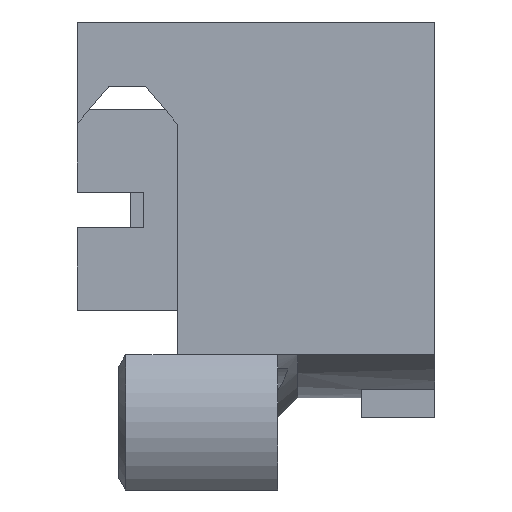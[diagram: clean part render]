
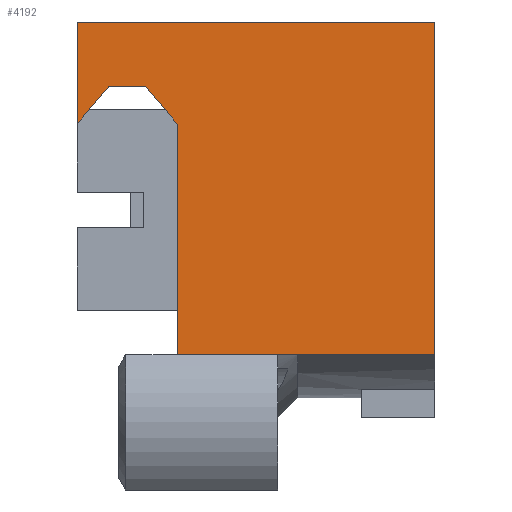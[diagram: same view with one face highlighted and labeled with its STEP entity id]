
A CAD part, left-side view. The second image highlights one B-rep face of the part: STEP entity #4192.
In plain terms, the highlighted planar face has unit normal (-1, 0, 0).
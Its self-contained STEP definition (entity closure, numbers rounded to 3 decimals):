
#28 = DIRECTION ( 'NONE',  ( 0., 1., 0. ) ) ;
#230 = CARTESIAN_POINT ( 'NONE',  ( -31.593, -11.5, 28.09 ) ) ;
#605 = DIRECTION ( 'NONE',  ( 0., -0.643, -0.766 ) ) ;
#1092 = DIRECTION ( 'NONE',  ( 0., 0., 1. ) ) ;
#1273 = PLANE ( 'NONE',  #9308 ) ;
#1416 = VERTEX_POINT ( 'NONE', #3887 ) ;
#1484 = EDGE_CURVE ( 'NONE', #2783, #1537, #3175, .T. ) ;
#1537 = VERTEX_POINT ( 'NONE', #9095 ) ;
#1825 = CARTESIAN_POINT ( 'NONE',  ( -31.593, -67.225, 28.09 ) ) ;
#1873 = LINE ( 'NONE', #1825, #3740 ) ;
#1892 = CARTESIAN_POINT ( 'NONE',  ( -31.593, 27., -21.65 ) ) ;
#1970 = CARTESIAN_POINT ( 'NONE',  ( -31.593, 42., 18.5 ) ) ;
#1998 = CARTESIAN_POINT ( 'NONE',  ( -31.593, 42., 28.09 ) ) ;
#2069 = VERTEX_POINT ( 'NONE', #230 ) ;
#2080 = LINE ( 'NONE', #1970, #2988 ) ;
#2085 = ORIENTED_EDGE ( 'NONE', *, *, #2684, .T. ) ;
#2144 = CARTESIAN_POINT ( 'NONE',  ( -31.593, 27., 12.824 ) ) ;
#2359 = EDGE_CURVE ( 'NONE', #7561, #1416, #7951, .T. ) ;
#2587 = VECTOR ( 'NONE', #3679, 1000. ) ;
#2684 = EDGE_CURVE ( 'NONE', #1416, #2069, #9272, .T. ) ;
#2783 = VERTEX_POINT ( 'NONE', #8771 ) ;
#2794 = CARTESIAN_POINT ( 'NONE',  ( -31.593, -67.225, 18.5 ) ) ;
#2988 = VECTOR ( 'NONE', #7915, 1000. ) ;
#3175 = LINE ( 'NONE', #10753, #4229 ) ;
#3343 = ORIENTED_EDGE ( 'NONE', *, *, #6794, .F. ) ;
#3462 = LINE ( 'NONE', #8640, #2587 ) ;
#3651 = EDGE_LOOP ( 'NONE', ( #8201, #8453, #6491, #7059, #2085, #7161, #3343, #10518 ) ) ;
#3679 = DIRECTION ( 'NONE',  ( 0., 0., -1. ) ) ;
#3740 = VECTOR ( 'NONE', #28, 1000. ) ;
#3756 = CARTESIAN_POINT ( 'NONE',  ( -31.593, 81.596, -21.65 ) ) ;
#3887 = CARTESIAN_POINT ( 'NONE',  ( -31.593, -11.5, -21.65 ) ) ;
#4017 = EDGE_CURVE ( 'NONE', #2069, #6414, #1873, .T. ) ;
#4041 = DIRECTION ( 'NONE',  ( 0., 1., 0. ) ) ;
#4042 = VECTOR ( 'NONE', #9747, 1000. ) ;
#4185 = VECTOR ( 'NONE', #605, 1000. ) ;
#4192 = ADVANCED_FACE ( 'NONE', ( #9558 ), #1273, .T. ) ;
#4229 = VECTOR ( 'NONE', #4041, 1000. ) ;
#4330 = LINE ( 'NONE', #5318, #7559 ) ;
#4511 = VERTEX_POINT ( 'NONE', #6219 ) ;
#5130 = CARTESIAN_POINT ( 'NONE',  ( -31.593, -11.5, 18.5 ) ) ;
#5313 = DIRECTION ( 'NONE',  ( 0., 0., 1. ) ) ;
#5318 = CARTESIAN_POINT ( 'NONE',  ( -31.593, 42., 12.824 ) ) ;
#5429 = VERTEX_POINT ( 'NONE', #2144 ) ;
#5514 = LINE ( 'NONE', #10467, #4185 ) ;
#5735 = EDGE_CURVE ( 'NONE', #2783, #5429, #5514, .T. ) ;
#6219 = CARTESIAN_POINT ( 'NONE',  ( -31.593, 42., 12.824 ) ) ;
#6414 = VERTEX_POINT ( 'NONE', #1998 ) ;
#6491 = ORIENTED_EDGE ( 'NONE', *, *, #7925, .T. ) ;
#6794 = EDGE_CURVE ( 'NONE', #4511, #6414, #2080, .T. ) ;
#7059 = ORIENTED_EDGE ( 'NONE', *, *, #2359, .T. ) ;
#7161 = ORIENTED_EDGE ( 'NONE', *, *, #4017, .T. ) ;
#7559 = VECTOR ( 'NONE', #8427, 1000. ) ;
#7561 = VERTEX_POINT ( 'NONE', #1892 ) ;
#7915 = DIRECTION ( 'NONE',  ( 0., 0., 1. ) ) ;
#7925 = EDGE_CURVE ( 'NONE', #5429, #7561, #3462, .T. ) ;
#7951 = LINE ( 'NONE', #3756, #4042 ) ;
#8201 = ORIENTED_EDGE ( 'NONE', *, *, #1484, .F. ) ;
#8427 = DIRECTION ( 'NONE',  ( 0., -0.643, 0.766 ) ) ;
#8453 = ORIENTED_EDGE ( 'NONE', *, *, #5735, .T. ) ;
#8640 = CARTESIAN_POINT ( 'NONE',  ( -31.593, 27., 18.5 ) ) ;
#8771 = CARTESIAN_POINT ( 'NONE',  ( -31.593, 31.762, 18.5 ) ) ;
#9095 = CARTESIAN_POINT ( 'NONE',  ( -31.593, 37.238, 18.5 ) ) ;
#9272 = LINE ( 'NONE', #5130, #9619 ) ;
#9308 = AXIS2_PLACEMENT_3D ( 'NONE', #2794, #9447, #5313 ) ;
#9447 = DIRECTION ( 'NONE',  ( -1., 0., 0. ) ) ;
#9558 = FACE_OUTER_BOUND ( 'NONE', #3651, .T. ) ;
#9588 = EDGE_CURVE ( 'NONE', #4511, #1537, #4330, .T. ) ;
#9619 = VECTOR ( 'NONE', #1092, 1000. ) ;
#9747 = DIRECTION ( 'NONE',  ( 0., -1., 0. ) ) ;
#10467 = CARTESIAN_POINT ( 'NONE',  ( -31.593, 9.53, -7.996 ) ) ;
#10518 = ORIENTED_EDGE ( 'NONE', *, *, #9588, .T. ) ;
#10753 = CARTESIAN_POINT ( 'NONE',  ( -31.593, -67.225, 18.5 ) ) ;
